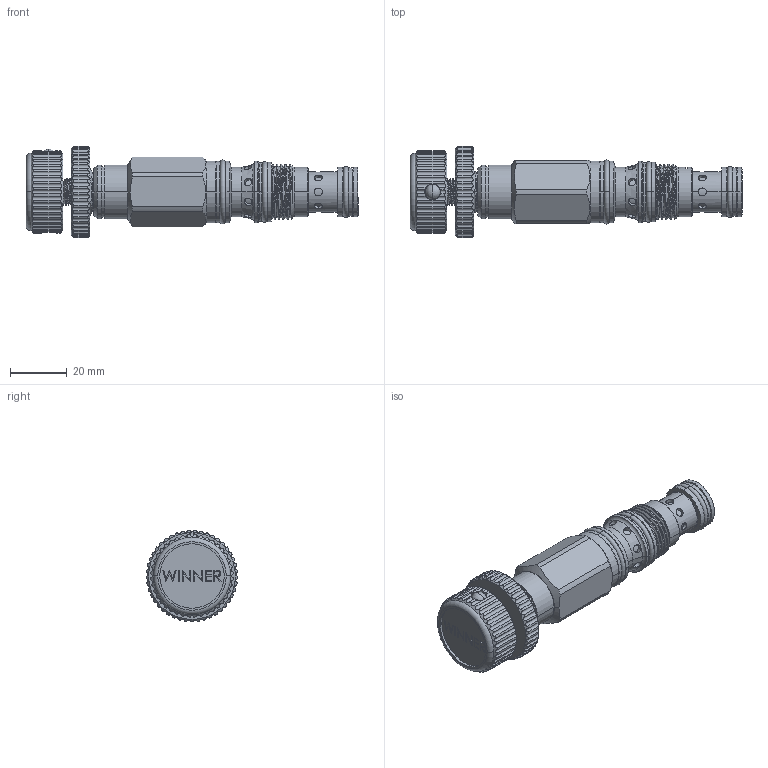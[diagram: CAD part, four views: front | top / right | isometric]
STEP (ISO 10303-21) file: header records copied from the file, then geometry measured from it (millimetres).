
FILE_DESCRIPTION (( 'STEP AP203' ), '1' );
FILE_NAME ('DD11A3Q-K.STEP', '2024-05-24T06:31:47', ( '' ), ( '' ), 'SwSTEP 2.0', 'SolidWorks 2018', '' );
FILE_SCHEMA (( 'CONFIG_CONTROL_DESIGN' ));
Length unit declared in the file: millimetre
Products named in the file (1): DD11A3Q-K
Bounding box: 116.94 x 32.2 x 32.18 mm (x, y, z)
Volume: 42021.6 mm3; surface area: 12931 mm2
Topology: 1 solids, 2 shells, 607 faces, 1591 edges, 1029 vertices
Faces by surface type: cylinder 369, plane 139, cone 50, torus 24, bspline 23, sphere 2
Entity records: 31082 total; most frequent: CARTESIAN_POINT 16785, ORIENTED_EDGE 3158, DIRECTION 2713, EDGE_CURVE 1579, AXIS2_PLACEMENT_3D 1034, VERTEX_POINT 1029, EDGE_LOOP 660, VECTOR 645
